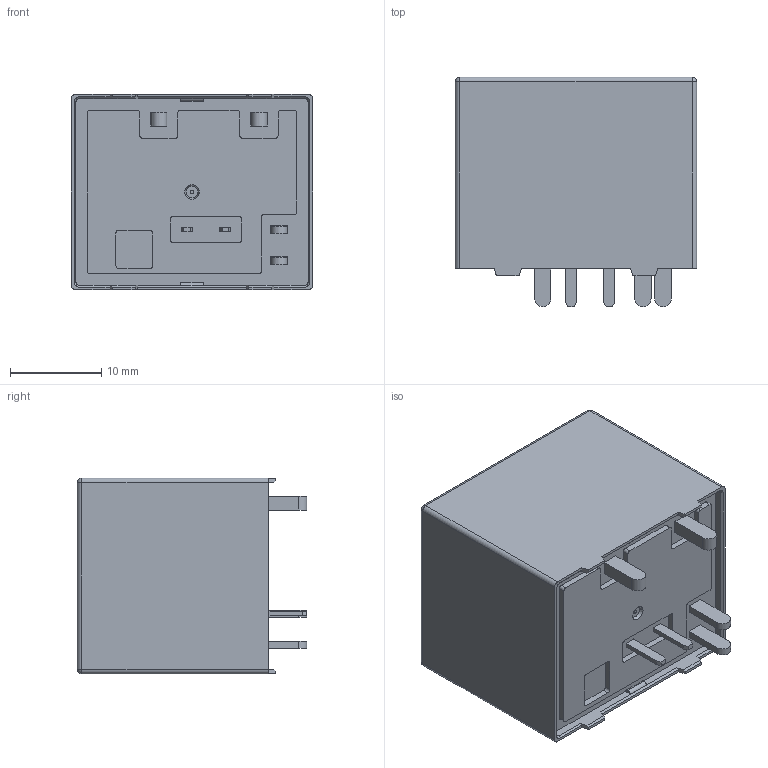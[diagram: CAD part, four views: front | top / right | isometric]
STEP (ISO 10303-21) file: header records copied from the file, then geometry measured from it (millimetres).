
FILE_DESCRIPTION(('STEP AP242'),'1');
FILE_NAME('hfkp.stp','2020-01-16T15:11:45',('TraceParts'),('TraceParts S.A.'),'Spatial InterOp 3D',' ',' ');
FILE_SCHEMA(('AP242_MANAGED_MODEL_BASED_3D_ENGINEERING_MIM_LF {1 0 10303 442 1 1 4}'));
Length unit declared in the file: millimetre
Products named in the file (1): hfkp_9
Bounding box: 26.5 x 25.2 x 21.5 mm (x, y, z)
Volume: 3076.2 mm3; surface area: 6505.5 mm2
Topology: 8 solids, 8 shells, 407 faces, 1045 edges, 673 vertices
Faces by surface type: plane 278, cylinder 101, bspline 12, cone 8, sphere 6, torus 2
Entity records: 12512 total; most frequent: CARTESIAN_POINT 2476, ORIENTED_EDGE 2062, DIRECTION 2056, EDGE_CURVE 1031, LINE 814, VECTOR 814, VERTEX_POINT 657, AXIS2_PLACEMENT_3D 621
